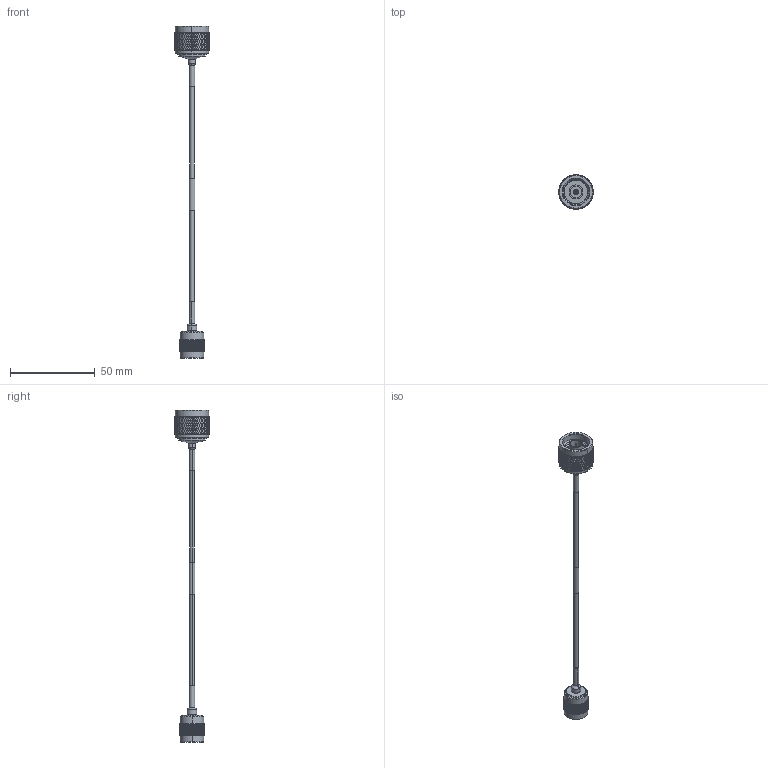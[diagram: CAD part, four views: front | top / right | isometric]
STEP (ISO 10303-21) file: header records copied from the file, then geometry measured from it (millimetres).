
FILE_DESCRIPTION (( 'STEP AP214' ), '1' );
FILE_NAME ('LCCA30642.step', '2020-05-06T20:41:51', ( '' ), ( '' ), 'SwSTEP 2.0', 'SolidWorks 2018', '' );
FILE_SCHEMA (( 'AUTOMOTIVE_DESIGN' ));
Length unit declared in the file: inch
Products named in the file (5): LCCA30642; Label^LCCA30642; LCCN3058^LCCA30642_Heat Shrink; LCCN3050^LCCA30642_Heat Shrink; LC085TBJ^LCCA30642
Assembly tree (4 placements, depth 2):
  LCCA30642
    LC085TBJ^LCCA30642
    Label^LCCA30642
    LCCN3050^LCCA30642_Heat Shrink
    LCCN3058^LCCA30642_Heat Shrink
Bounding box: 20.32 x 20.32 x 196.15 mm (x, y, z)
Volume: 6889.1 mm3; surface area: 6880.6 mm2
Topology: 4 solids, 5 shells, 4489 faces, 9556 edges, 5093 vertices
Faces by surface type: bspline 3482, cylinder 906, plane 51, cone 38, torus 12
Entity records: 177151 total; most frequent: CARTESIAN_POINT 118995, ORIENTED_EDGE 19112, EDGE_CURVE 9556, VERTEX_POINT 5093, EDGE_LOOP 4505, ADVANCED_FACE 4489, FACE_OUTER_BOUND 4489, B_SPLINE_CURVE_WITH_KNOTS 4092
